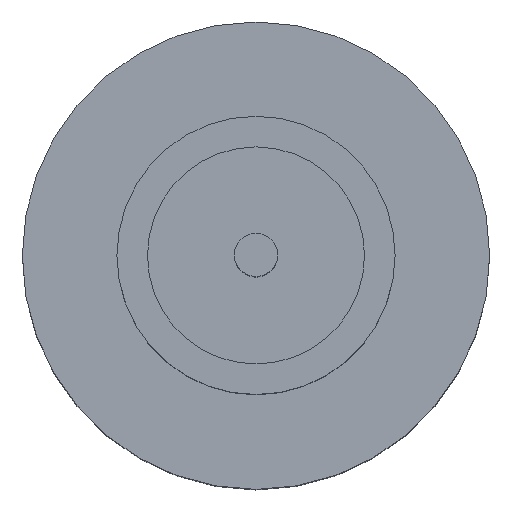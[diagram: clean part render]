
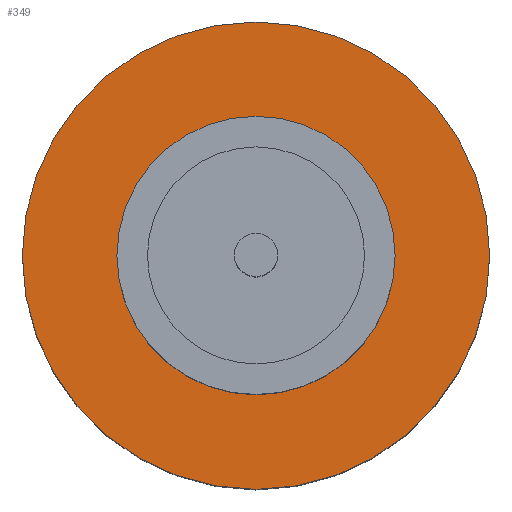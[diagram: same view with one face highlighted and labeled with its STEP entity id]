
A CAD part, top view. The second image highlights one B-rep face of the part: STEP entity #349.
In plain terms, the highlighted planar face has unit normal (0, 0, 1).
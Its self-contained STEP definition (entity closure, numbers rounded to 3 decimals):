
#8 = VERTEX_POINT ( 'NONE', #612 ) ;
#17 = FACE_BOUND ( 'NONE', #163, .T. ) ;
#20 = VERTEX_POINT ( 'NONE', #677 ) ;
#34 = AXIS2_PLACEMENT_3D ( 'NONE', #771, #259, #544 ) ;
#51 = DIRECTION ( 'NONE',  ( 1., 0., 0. ) ) ;
#54 = EDGE_CURVE ( 'NONE', #20, #279, #125, .T. ) ;
#85 = CARTESIAN_POINT ( 'NONE',  ( 1.25, 0., 1.55 ) ) ;
#102 = ORIENTED_EDGE ( 'NONE', *, *, #348, .F. ) ;
#125 = CIRCLE ( 'NONE', #335, 2.1 ) ;
#148 = PLANE ( 'NONE',  #631 ) ;
#163 = EDGE_LOOP ( 'NONE', ( #810, #102 ) ) ;
#191 = DIRECTION ( 'NONE',  ( 0., 0., 1. ) ) ;
#244 = AXIS2_PLACEMENT_3D ( 'NONE', #411, #679, #760 ) ;
#259 = DIRECTION ( 'NONE',  ( 0., 0., 1. ) ) ;
#279 = VERTEX_POINT ( 'NONE', #721 ) ;
#295 = DIRECTION ( 'NONE',  ( 0., 0., 1. ) ) ;
#306 = DIRECTION ( 'NONE',  ( 1., 0., 0. ) ) ;
#335 = AXIS2_PLACEMENT_3D ( 'NONE', #697, #191, #51 ) ;
#348 = EDGE_CURVE ( 'NONE', #8, #826, #395, .T. ) ;
#349 = ADVANCED_FACE ( 'NONE', ( #17, #416 ), #148, .T. ) ;
#395 = CIRCLE ( 'NONE', #814, 1.25 ) ;
#410 = EDGE_LOOP ( 'NONE', ( #786, #534 ) ) ;
#411 = CARTESIAN_POINT ( 'NONE',  ( 0., 0., 1.55 ) ) ;
#416 = FACE_OUTER_BOUND ( 'NONE', #410, .T. ) ;
#434 = EDGE_CURVE ( 'NONE', #826, #8, #741, .T. ) ;
#445 = EDGE_CURVE ( 'NONE', #279, #20, #516, .T. ) ;
#456 = CARTESIAN_POINT ( 'NONE',  ( 0., 0., 1.55 ) ) ;
#516 = CIRCLE ( 'NONE', #34, 2.1 ) ;
#534 = ORIENTED_EDGE ( 'NONE', *, *, #445, .T. ) ;
#544 = DIRECTION ( 'NONE',  ( 1., 0., 0. ) ) ;
#587 = DIRECTION ( 'NONE',  ( 0., 0., 1. ) ) ;
#612 = CARTESIAN_POINT ( 'NONE',  ( -1.25, 0., 1.55 ) ) ;
#631 = AXIS2_PLACEMENT_3D ( 'NONE', #456, #295, #816 ) ;
#660 = CARTESIAN_POINT ( 'NONE',  ( 0., 0., 1.55 ) ) ;
#677 = CARTESIAN_POINT ( 'NONE',  ( -2.1, 0., 1.55 ) ) ;
#679 = DIRECTION ( 'NONE',  ( 0., 0., 1. ) ) ;
#697 = CARTESIAN_POINT ( 'NONE',  ( 0., 0., 1.55 ) ) ;
#721 = CARTESIAN_POINT ( 'NONE',  ( 2.1, 0., 1.55 ) ) ;
#741 = CIRCLE ( 'NONE', #244, 1.25 ) ;
#760 = DIRECTION ( 'NONE',  ( 1., 0., 0. ) ) ;
#771 = CARTESIAN_POINT ( 'NONE',  ( 0., 0., 1.55 ) ) ;
#786 = ORIENTED_EDGE ( 'NONE', *, *, #54, .T. ) ;
#810 = ORIENTED_EDGE ( 'NONE', *, *, #434, .F. ) ;
#814 = AXIS2_PLACEMENT_3D ( 'NONE', #660, #587, #306 ) ;
#816 = DIRECTION ( 'NONE',  ( 1., 0., 0. ) ) ;
#826 = VERTEX_POINT ( 'NONE', #85 ) ;
